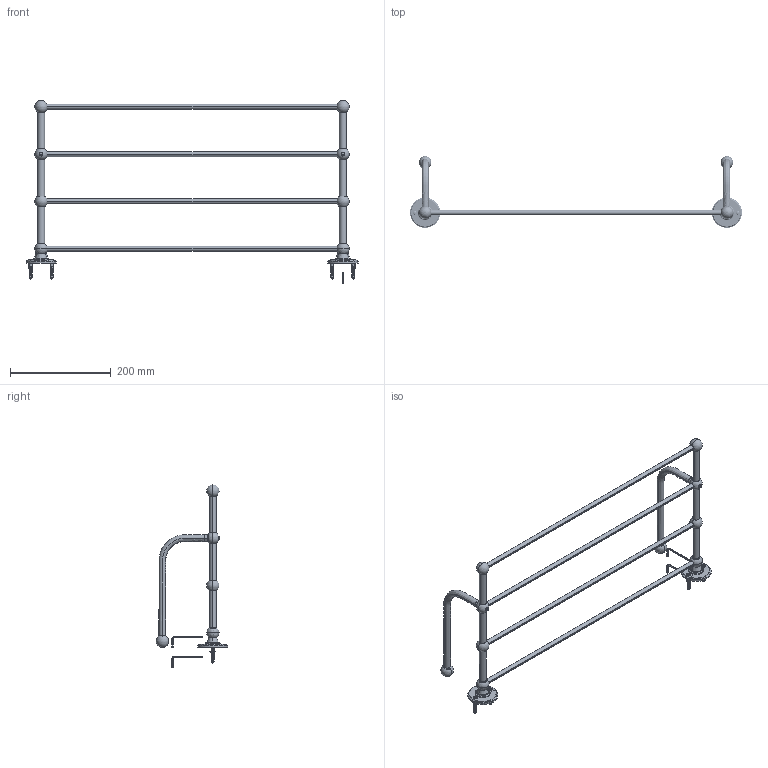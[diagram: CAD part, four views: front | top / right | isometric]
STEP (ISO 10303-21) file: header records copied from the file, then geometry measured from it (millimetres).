
FILE_DESCRIPTION((''),'2;1');
FILE_NAME('2004342_ASM','2020-11-04T10:33:59',('25393'),(''),'CREO PARAMETRIC BY PTC INC, 2018020','CREO PARAMETRIC BY PTC INC, 2018020','');
FILE_SCHEMA(('CONFIG_CONTROL_DESIGN'));
Length unit declared in the file: millimetre
Products named in the file (36): 2004342-134; 2004342-092; 2004342-093_ASM; 2004342-095_AF0; 2004342-095_AF1; 2004342-136_AF1; 2004342-136_AF0; 2004342-092_AF0; 2004342-099_AF0_ASM; 2004342-136; 2004342-099_ASM; 2004342-074_AF0; 2004342-074_AF1; 2004342-098_ASM; 2004342-097_ASM; 2004342-102; 2004342-162; 2004342-135; 2004342-101_ASM; 2004342-102_AF0; 2004342-162_AF0; 2004342-135_AF0; 2004342-101_AF0_ASM; 2004109-012; ZG-4_2X38-YDY; JD-S6; DS-M5X7-J_AF0; DS-M5X7-J; SJ-M4X25; SJ-M4X25_AF0; 2004342-312; 2004342-312_AF0; BLDP-01; S2_5; S3; 2004342_ASM
Assembly tree (47 placements, depth 4):
  2004342_ASM
    2004342-097_ASM
      2004342-093_ASM
        2004342-134  x2
        2004342-092
      2004342-095_AF0
      2004342-095_AF1
      2004342-099_AF0_ASM
        2004342-136_AF1
        2004342-136_AF0
        2004342-092_AF0
      2004342-099_ASM
        2004342-136  x2
        2004342-092
      2004342-098_ASM
        2004342-074_AF0
        2004342-074_AF1
        2004342-092
    2004342-101_ASM
      2004342-102
      2004342-162
      2004342-135
    2004342-101_AF0_ASM
      2004342-102_AF0
      2004342-162_AF0
      2004342-135_AF0
    2004109-012  x2
    ZG-4_2X38-YDY  x4
    JD-S6  x4
    DS-M5X7-J_AF0
    DS-M5X7-J
    SJ-M4X25
    SJ-M4X25_AF0
    2004342-312
    2004342-312_AF0
    BLDP-01  x2
    S2_5
    S3
Bounding box: 660 x 142.59 x 363.62 mm (x, y, z)
Volume: 194982.5 mm3; surface area: 276528.6 mm2
Topology: 40 solids, 40 shells, 1910 faces, 4894 edges, 3048 vertices
Faces by surface type: cylinder 920, plane 388, bspline 346, cone 96, torus 84, sphere 76
Entity records: 75808 total; most frequent: CARTESIAN_POINT 51695, ORIENTED_EDGE 5300, DIRECTION 4222, EDGE_CURVE 2650, VERTEX_POINT 1668, AXIS2_PLACEMENT_3D 1602, EDGE_LOOP 1134, FACE_OUTER_BOUND 1051
